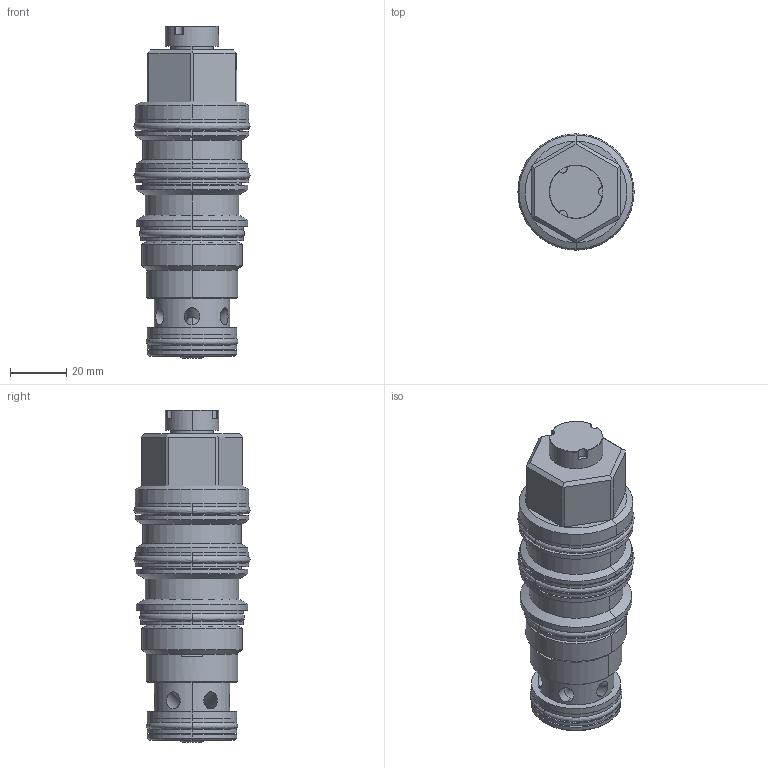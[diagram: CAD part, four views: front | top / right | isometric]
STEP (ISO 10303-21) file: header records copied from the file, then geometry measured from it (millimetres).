
FILE_DESCRIPTION((''),'2;1');
FILE_NAME('CVGV-XCN_PRT','2015-08-19T',('Administrator'),(''),'PRO/ENGINEER BY PARAMETRIC TECHNOLOGY CORPORATION, 2006240','PRO/ENGINEER BY PARAMETRIC TECHNOLOGY CORPORATION, 2006240','');
FILE_SCHEMA(('CONFIG_CONTROL_DESIGN'));
Length unit declared in the file: inch
Products named in the file (1): CVGV-XCN_PRT
Bounding box: 41.17 x 41.17 x 117.76 mm (x, y, z)
Volume: 86887.2 mm3; surface area: 31920.8 mm2
Topology: 7 solids, 7 shells, 287 faces, 640 edges, 380 vertices
Faces by surface type: cylinder 117, plane 64, cone 47, torus 43, revolution 16
Entity records: 9483 total; most frequent: CARTESIAN_POINT 2983, DIRECTION 1437, ORIENTED_EDGE 1272, EDGE_CURVE 636, AXIS2_PLACEMENT_3D 604, VERTEX_POINT 380, CIRCLE 333, EDGE_LOOP 328
